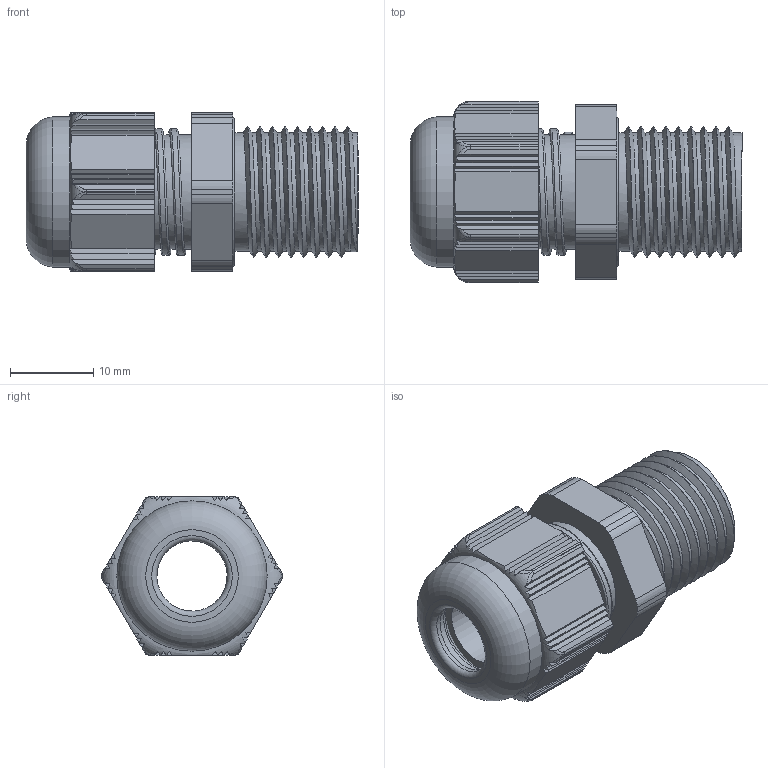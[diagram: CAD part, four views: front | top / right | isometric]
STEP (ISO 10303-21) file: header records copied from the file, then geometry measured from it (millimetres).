
FILE_DESCRIPTION(/* description */ ('Euro-Top EM 16x1,5'),/* implementation_level */ '2;1');
FILE_NAME(/* name */ '11484516-RST.stp',/* time_stamp */ '2019-11-20T14:01:55+01:00',/* author */ ('sl'),/* organization */ (''),/* preprocessor_version */ 'ST-DEVELOPER v16.5',/* originating_system */ 'Autodesk Inventor 2017',/* authorisation */ '');
FILE_SCHEMA (('AUTOMOTIVE_DESIGN { 1 0 10303 214 3 1 1 }'));
Length unit declared in the file: millimetre
Products named in the file (4): 11484516; 11484516_1; 11484516_2; 11484516_3
Assembly tree (3 placements, depth 2):
  11484516
    11484516_1
    11484516_2
    11484516_3
Bounding box: 39.79 x 21.75 x 19 mm (x, y, z)
Volume: 6002 mm3; surface area: 7323.5 mm2
Topology: 3 solids, 3 shells, 355 faces, 911 edges, 568 vertices
Faces by surface type: plane 176, cylinder 111, bspline 28, torus 22, sphere 15, cone 3
Full cylindrical faces by diameter (mm): 8.42 x1, 8.47 x1, 8.55 x1, 9.17 x1, 9.83 x1, 10.92 x1, 11 x1, 13.68 x4, 14.228 x9, 15.652 x5, 18 x1
Entity records: 15527 total; most frequent: CARTESIAN_POINT 7438, DIRECTION 1681, ORIENTED_EDGE 1660, EDGE_CURVE 830, AXIS2_PLACEMENT_3D 658, VERTEX_POINT 526, EDGE_LOOP 372, LINE 365
